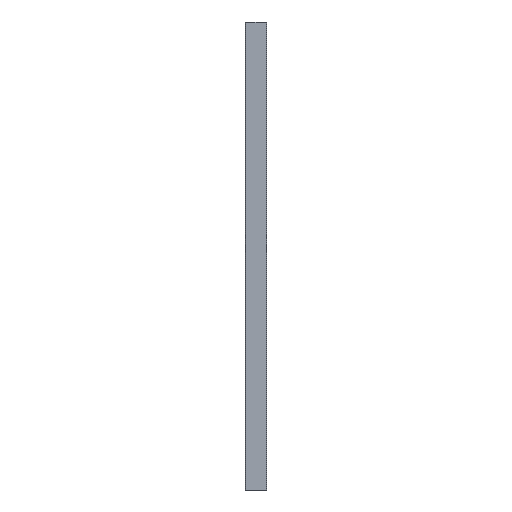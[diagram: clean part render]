
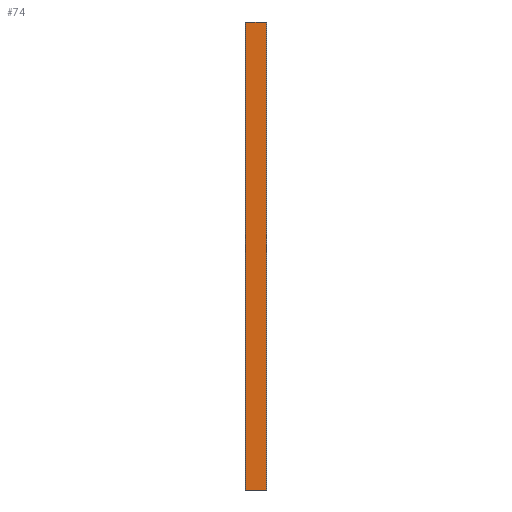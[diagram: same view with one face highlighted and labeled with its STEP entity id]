
A CAD part, left-side view. The second image highlights one B-rep face of the part: STEP entity #74.
In plain terms, the highlighted planar face has unit normal (-1, 0, 0).
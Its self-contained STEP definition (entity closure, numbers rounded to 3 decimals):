
#74=ADVANCED_FACE('',(#161),#162,.T.);
#161=FACE_OUTER_BOUND('',#277,.T.);
#162=PLANE('',#278);
#277=EDGE_LOOP('',(#533,#534,#535,#536));
#278=AXIS2_PLACEMENT_3D('',#537,#538,#539);
#533=ORIENTED_EDGE('',*,*,#933,.T.);
#534=ORIENTED_EDGE('',*,*,#934,.F.);
#535=ORIENTED_EDGE('',*,*,#935,.T.);
#536=ORIENTED_EDGE('',*,*,#931,.T.);
#537=CARTESIAN_POINT('',(-39.0,22.5,0.0));
#538=DIRECTION('',(-1.0,0.,0.0));
#539=DIRECTION('',(0.,-1.0,0.0));
#931=EDGE_CURVE('',#1158,#1156,#1159,.T.);
#933=EDGE_CURVE('',#1156,#1161,#1162,.T.);
#934=EDGE_CURVE('',#1163,#1161,#1164,.T.);
#935=EDGE_CURVE('',#1163,#1158,#1165,.T.);
#1156=VERTEX_POINT('',#1483);
#1158=VERTEX_POINT('',#1485);
#1159=LINE('',#1486,#1487);
#1161=VERTEX_POINT('',#1489);
#1162=LINE('',#1490,#1491);
#1163=VERTEX_POINT('',#1492);
#1164=LINE('',#1493,#1494);
#1165=LINE('',#1495,#1496);
#1483=CARTESIAN_POINT('',(-39.0,1.0,1000.0));
#1485=CARTESIAN_POINT('',(-39.0,1.0,0.0));
#1486=CARTESIAN_POINT('',(-39.0,1.0,0.0));
#1487=VECTOR('',#1835,1.0);
#1489=CARTESIAN_POINT('',(-39.0,44.0,1000.0));
#1490=CARTESIAN_POINT('',(-39.0,44.0,1000.0));
#1491=VECTOR('',#1839,1.0);
#1492=CARTESIAN_POINT('',(-39.0,44.0,0.0));
#1493=CARTESIAN_POINT('',(-39.0,44.0,0.0));
#1494=VECTOR('',#1840,1.0);
#1495=CARTESIAN_POINT('',(-39.0,44.0,0.0));
#1496=VECTOR('',#1841,1.0);
#1835=DIRECTION('',(0.0,0.0,1.0));
#1839=DIRECTION('',(0.,1.0,0.0));
#1840=DIRECTION('',(0.0,0.0,1.0));
#1841=DIRECTION('',(0.,-1.0,0.0));
